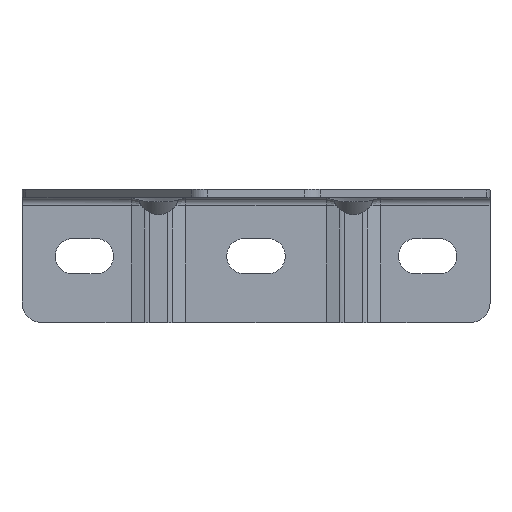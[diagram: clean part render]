
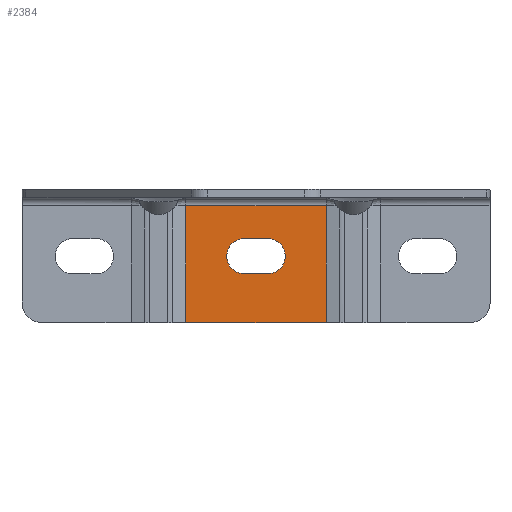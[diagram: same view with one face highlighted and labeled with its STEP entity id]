
A CAD part, top view. The second image highlights one B-rep face of the part: STEP entity #2384.
In plain terms, the highlighted planar face has unit normal (0, 0, 1).
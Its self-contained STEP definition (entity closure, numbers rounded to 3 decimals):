
#15=FACE_BOUND('',#787,.T.);
#96=CIRCLE('',#2603,4.5);
#97=CIRCLE('',#2604,4.5);
#162=LINE('',#3485,#352);
#197=LINE('',#3794,#387);
#242=LINE('',#4046,#432);
#248=LINE('',#4063,#438);
#249=LINE('',#4068,#439);
#250=LINE('',#4071,#440);
#352=VECTOR('',#2741,10.);
#387=VECTOR('',#2904,10.);
#432=VECTOR('',#3073,10.);
#438=VECTOR('',#3089,10.);
#439=VECTOR('',#3092,10.);
#440=VECTOR('',#3095,10.);
#553=PLANE('',#2602);
#657=FACE_OUTER_BOUND('',#786,.T.);
#786=EDGE_LOOP('',(#1804,#1805,#1806,#1807));
#787=EDGE_LOOP('',(#1808,#1809,#1810,#1811));
#924=VERTEX_POINT('',#3475);
#927=VERTEX_POINT('',#3483);
#978=VERTEX_POINT('',#3791);
#979=VERTEX_POINT('',#3793);
#1033=VERTEX_POINT('',#4064);
#1034=VERTEX_POINT('',#4065);
#1035=VERTEX_POINT('',#4067);
#1036=VERTEX_POINT('',#4069);
#1143=EDGE_CURVE('',#924,#927,#162,.T.);
#1226=EDGE_CURVE('',#979,#978,#197,.T.);
#1308=EDGE_CURVE('',#978,#924,#242,.T.);
#1317=EDGE_CURVE('',#979,#927,#248,.T.);
#1318=EDGE_CURVE('',#1033,#1034,#96,.T.);
#1319=EDGE_CURVE('',#1034,#1035,#249,.T.);
#1320=EDGE_CURVE('',#1035,#1036,#97,.T.);
#1321=EDGE_CURVE('',#1036,#1033,#250,.T.);
#1804=ORIENTED_EDGE('',*,*,#1143,.T.);
#1805=ORIENTED_EDGE('',*,*,#1317,.F.);
#1806=ORIENTED_EDGE('',*,*,#1226,.T.);
#1807=ORIENTED_EDGE('',*,*,#1308,.T.);
#1808=ORIENTED_EDGE('',*,*,#1318,.T.);
#1809=ORIENTED_EDGE('',*,*,#1319,.T.);
#1810=ORIENTED_EDGE('',*,*,#1320,.T.);
#1811=ORIENTED_EDGE('',*,*,#1321,.T.);
#2384=ADVANCED_FACE('',(#657,#15),#553,.T.);
#2602=AXIS2_PLACEMENT_3D('',#4062,#3087,#3088);
#2603=AXIS2_PLACEMENT_3D('',#4066,#3090,#3091);
#2604=AXIS2_PLACEMENT_3D('',#4070,#3093,#3094);
#2741=DIRECTION('',(0.,-1.,0.));
#2904=DIRECTION('',(0.,1.,0.));
#3073=DIRECTION('',(-1.,0.,0.));
#3087=DIRECTION('center_axis',(0.,0.,1.));
#3088=DIRECTION('ref_axis',(1.,0.,0.));
#3089=DIRECTION('',(-1.,0.,0.));
#3090=DIRECTION('center_axis',(0.,0.,-1.));
#3091=DIRECTION('ref_axis',(0.,1.,0.));
#3092=DIRECTION('',(-1.,0.,0.));
#3093=DIRECTION('center_axis',(0.,0.,-1.));
#3094=DIRECTION('ref_axis',(0.,-1.,0.));
#3095=DIRECTION('',(1.,0.,0.));
#3475=CARTESIAN_POINT('',(-18.,13.,2.));
#3483=CARTESIAN_POINT('',(-18.,-17.,2.));
#3485=CARTESIAN_POINT('',(-18.,8.5,2.));
#3791=CARTESIAN_POINT('',(18.,13.,2.));
#3793=CARTESIAN_POINT('',(18.,-17.,2.));
#3794=CARTESIAN_POINT('',(18.,8.5,2.));
#4046=CARTESIAN_POINT('',(-30.,13.,2.));
#4062=CARTESIAN_POINT('Origin',(0.,0.,2.));
#4063=CARTESIAN_POINT('',(60.,-17.,2.));
#4064=CARTESIAN_POINT('',(3.,4.5,2.));
#4065=CARTESIAN_POINT('',(3.,-4.5,2.));
#4066=CARTESIAN_POINT('Origin',(3.,0.,2.));
#4067=CARTESIAN_POINT('',(-3.,-4.5,2.));
#4068=CARTESIAN_POINT('',(-1.5,-4.5,2.));
#4069=CARTESIAN_POINT('',(-3.,4.5,2.));
#4070=CARTESIAN_POINT('Origin',(-3.,0.,2.));
#4071=CARTESIAN_POINT('',(1.5,4.5,2.));
